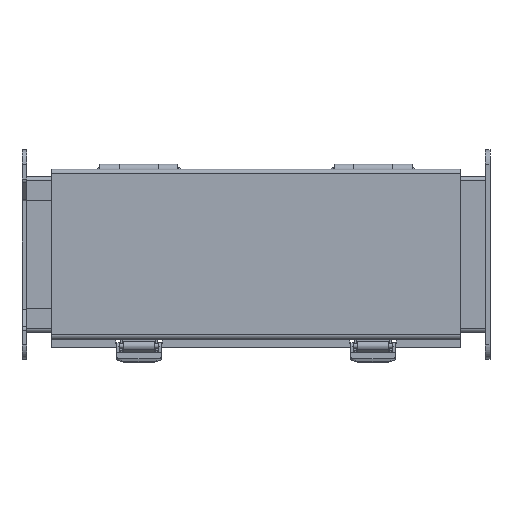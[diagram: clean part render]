
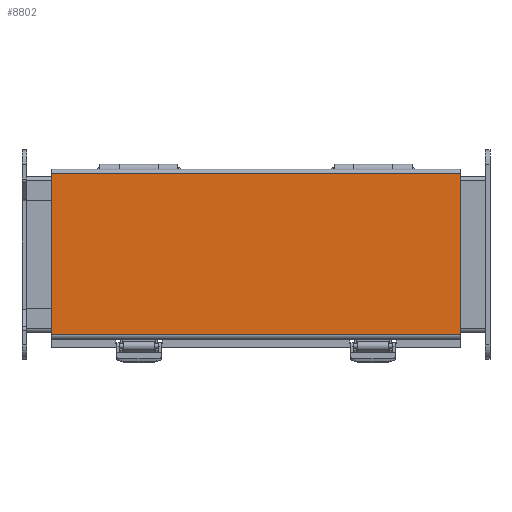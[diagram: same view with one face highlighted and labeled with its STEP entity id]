
A CAD part, front view. The second image highlights one B-rep face of the part: STEP entity #8802.
In plain terms, the highlighted planar face has unit normal (0, -1, 0).
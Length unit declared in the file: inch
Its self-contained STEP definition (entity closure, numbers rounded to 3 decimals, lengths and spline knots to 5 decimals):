
#237 = VECTOR ( 'NONE', #8607, 39.37008 ) ;
#495 = ORIENTED_EDGE ( 'NONE', *, *, #1427, .F. ) ;
#833 = VERTEX_POINT ( 'NONE', #10766 ) ;
#1184 = DIRECTION ( 'NONE',  ( 0., 0., -1. ) ) ;
#1415 = ORIENTED_EDGE ( 'NONE', *, *, #5632, .F. ) ;
#1427 = EDGE_CURVE ( 'NONE', #9521, #5970, #3793, .T. ) ;
#1784 = VERTEX_POINT ( 'NONE', #9361 ) ;
#2109 = EDGE_LOOP ( 'NONE', ( #10633, #12212, #495, #1415 ) ) ;
#2485 = AXIS2_PLACEMENT_3D ( 'NONE', #10838, #6838, #1184 ) ;
#2901 = VECTOR ( 'NONE', #11233, 39.37008 ) ;
#3579 = EDGE_CURVE ( 'NONE', #833, #1784, #9142, .T. ) ;
#3793 = LINE ( 'NONE', #6528, #237 ) ;
#5632 = EDGE_CURVE ( 'NONE', #1784, #9521, #8900, .T. ) ;
#5970 = VERTEX_POINT ( 'NONE', #10604 ) ;
#6003 = DIRECTION ( 'NONE',  ( 0., 0., -1. ) ) ;
#6058 = CARTESIAN_POINT ( 'NONE',  ( 5.25, -2.172, 2.1865 ) ) ;
#6454 = VECTOR ( 'NONE', #8711, 39.37008 ) ;
#6528 = CARTESIAN_POINT ( 'NONE',  ( 5.25, -2.172, 2.0785 ) ) ;
#6838 = DIRECTION ( 'NONE',  ( 0., 1., 0. ) ) ;
#7239 = CARTESIAN_POINT ( 'NONE',  ( 5.25, -2.172, -2.0585 ) ) ;
#7385 = EDGE_CURVE ( 'NONE', #5970, #833, #11161, .T. ) ;
#7511 = VECTOR ( 'NONE', #6003, 39.37008 ) ;
#8607 = DIRECTION ( 'NONE',  ( 1., 0., 0. ) ) ;
#8625 = CARTESIAN_POINT ( 'NONE',  ( -5.25, -2.172, 2.0785 ) ) ;
#8711 = DIRECTION ( 'NONE',  ( 0., 0., 1. ) ) ;
#8802 = ADVANCED_FACE ( 'NONE', ( #10896 ), #11718, .F. ) ;
#8900 = LINE ( 'NONE', #10872, #6454 ) ;
#9142 = LINE ( 'NONE', #7239, #2901 ) ;
#9361 = CARTESIAN_POINT ( 'NONE',  ( -5.25, -2.172, -2.0585 ) ) ;
#9521 = VERTEX_POINT ( 'NONE', #8625 ) ;
#10604 = CARTESIAN_POINT ( 'NONE',  ( 5.25, -2.172, 2.0785 ) ) ;
#10633 = ORIENTED_EDGE ( 'NONE', *, *, #3579, .F. ) ;
#10766 = CARTESIAN_POINT ( 'NONE',  ( 5.25, -2.172, -2.0585 ) ) ;
#10838 = CARTESIAN_POINT ( 'NONE',  ( 5.25, -2.172, 2.1865 ) ) ;
#10872 = CARTESIAN_POINT ( 'NONE',  ( -5.25, -2.172, 2.1865 ) ) ;
#10896 = FACE_OUTER_BOUND ( 'NONE', #2109, .T. ) ;
#11161 = LINE ( 'NONE', #6058, #7511 ) ;
#11233 = DIRECTION ( 'NONE',  ( -1., 0., 0. ) ) ;
#11718 = PLANE ( 'NONE',  #2485 ) ;
#12212 = ORIENTED_EDGE ( 'NONE', *, *, #7385, .F. ) ;
